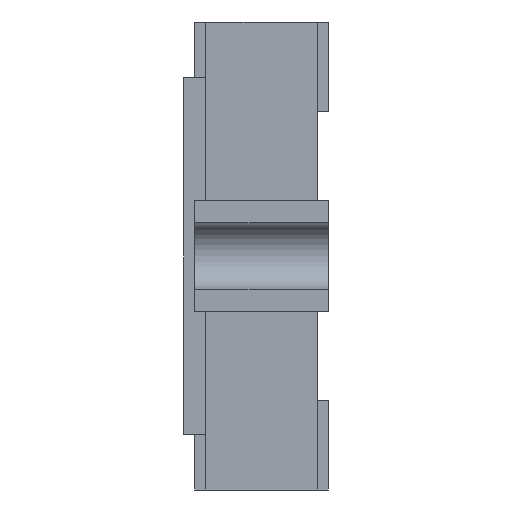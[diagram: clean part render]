
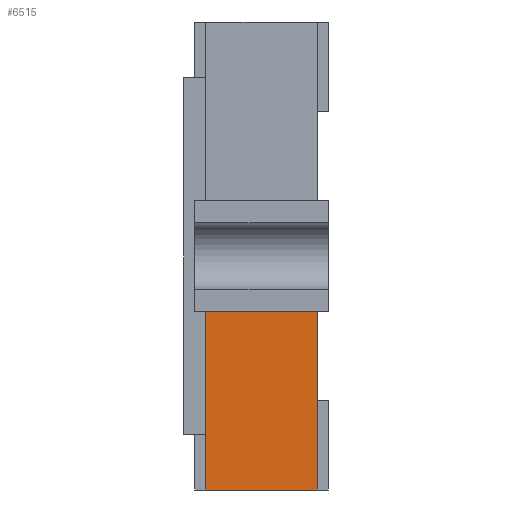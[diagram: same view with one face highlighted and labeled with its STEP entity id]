
A CAD part, left-side view. The second image highlights one B-rep face of the part: STEP entity #6515.
In plain terms, the highlighted planar face has unit normal (-1, 0, 0).
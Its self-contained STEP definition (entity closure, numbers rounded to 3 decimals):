
#68 = LINE ( 'NONE', #6668, #334 ) ;
#147 = LINE ( 'NONE', #5143, #4847 ) ;
#334 = VECTOR ( 'NONE', #3265, 1000. ) ;
#388 = CARTESIAN_POINT ( 'NONE',  ( -2., 0.55, -0.25 ) ) ;
#563 = EDGE_CURVE ( 'NONE', #6889, #3434, #6141, .T. ) ;
#2101 = CARTESIAN_POINT ( 'NONE',  ( -2., 0.05, -0.25 ) ) ;
#2134 = DIRECTION ( 'NONE',  ( 0., 0., -1. ) ) ;
#2534 = DIRECTION ( 'NONE',  ( 0., -1., 0. ) ) ;
#2716 = EDGE_CURVE ( 'NONE', #3219, #4466, #2998, .T. ) ;
#2939 = ORIENTED_EDGE ( 'NONE', *, *, #563, .F. ) ;
#2998 = LINE ( 'NONE', #3317, #7230 ) ;
#3122 = VECTOR ( 'NONE', #5841, 1000. ) ;
#3219 = VERTEX_POINT ( 'NONE', #5220 ) ;
#3265 = DIRECTION ( 'NONE',  ( 0., 1., 0. ) ) ;
#3317 = CARTESIAN_POINT ( 'NONE',  ( -2., 0.55, 1.05 ) ) ;
#3434 = VERTEX_POINT ( 'NONE', #6733 ) ;
#3903 = EDGE_LOOP ( 'NONE', ( #2939, #4925, #7142, #7270 ) ) ;
#3915 = DIRECTION ( 'NONE',  ( 0., 0., 1. ) ) ;
#4436 = DIRECTION ( 'NONE',  ( 1., 0., 0. ) ) ;
#4466 = VERTEX_POINT ( 'NONE', #388 ) ;
#4847 = VECTOR ( 'NONE', #2534, 1000. ) ;
#4925 = ORIENTED_EDGE ( 'NONE', *, *, #5624, .T. ) ;
#5143 = CARTESIAN_POINT ( 'NONE',  ( -2., 0.55, -1.05 ) ) ;
#5220 = CARTESIAN_POINT ( 'NONE',  ( -2., 0.55, -1.05 ) ) ;
#5501 = AXIS2_PLACEMENT_3D ( 'NONE', #6504, #4436, #2134 ) ;
#5530 = PLANE ( 'NONE',  #5501 ) ;
#5624 = EDGE_CURVE ( 'NONE', #6889, #4466, #68, .T. ) ;
#5841 = DIRECTION ( 'NONE',  ( 0., 0., -1. ) ) ;
#5892 = CARTESIAN_POINT ( 'NONE',  ( -2., 0.05, 1.05 ) ) ;
#5996 = EDGE_CURVE ( 'NONE', #3219, #3434, #147, .T. ) ;
#6141 = LINE ( 'NONE', #5892, #3122 ) ;
#6504 = CARTESIAN_POINT ( 'NONE',  ( -2., 0.55, 1.05 ) ) ;
#6515 = ADVANCED_FACE ( 'NONE', ( #6938 ), #5530, .F. ) ;
#6668 = CARTESIAN_POINT ( 'NONE',  ( -2., -19.5, -0.25 ) ) ;
#6733 = CARTESIAN_POINT ( 'NONE',  ( -2., 0.05, -1.05 ) ) ;
#6889 = VERTEX_POINT ( 'NONE', #2101 ) ;
#6938 = FACE_OUTER_BOUND ( 'NONE', #3903, .T. ) ;
#7142 = ORIENTED_EDGE ( 'NONE', *, *, #2716, .F. ) ;
#7230 = VECTOR ( 'NONE', #3915, 1000. ) ;
#7270 = ORIENTED_EDGE ( 'NONE', *, *, #5996, .T. ) ;
